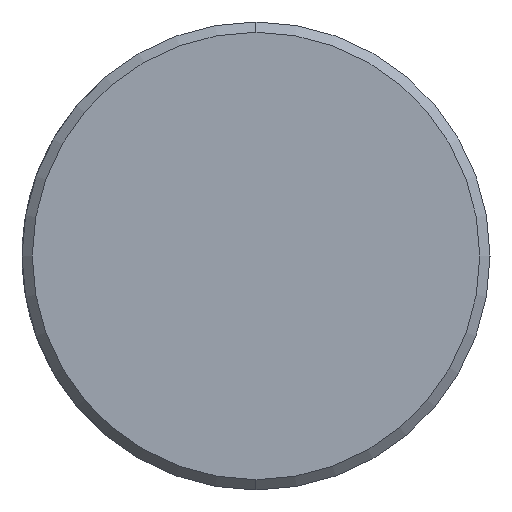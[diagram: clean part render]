
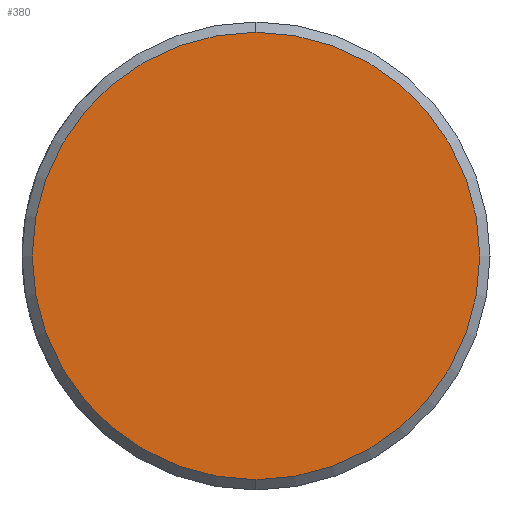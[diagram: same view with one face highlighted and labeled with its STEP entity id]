
A CAD part, left-side view. The second image highlights one B-rep face of the part: STEP entity #380.
In plain terms, the highlighted planar face has unit normal (-1, 0, 0).
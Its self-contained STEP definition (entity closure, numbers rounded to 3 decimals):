
#8 = AXIS2_PLACEMENT_3D ( 'NONE', #532, #76, #277 ) ;
#32 = ORIENTED_EDGE ( 'NONE', *, *, #620, .T. ) ;
#41 = VERTEX_POINT ( 'NONE', #443 ) ;
#76 = DIRECTION ( 'NONE',  ( 1., 0., 0. ) ) ;
#97 = AXIS2_PLACEMENT_3D ( 'NONE', #218, #478, #625 ) ;
#163 = VERTEX_POINT ( 'NONE', #604 ) ;
#183 = DIRECTION ( 'NONE',  ( 0., 0., 1. ) ) ;
#218 = CARTESIAN_POINT ( 'NONE',  ( -92., 0., 0. ) ) ;
#277 = DIRECTION ( 'NONE',  ( 0., 0., 1. ) ) ;
#299 = CIRCLE ( 'NONE', #97, 7.65 ) ;
#316 = FACE_OUTER_BOUND ( 'NONE', #524, .T. ) ;
#347 = AXIS2_PLACEMENT_3D ( 'NONE', #377, #525, #183 ) ;
#368 = ORIENTED_EDGE ( 'NONE', *, *, #579, .T. ) ;
#377 = CARTESIAN_POINT ( 'NONE',  ( -92., 0., 0. ) ) ;
#380 = ADVANCED_FACE ( 'NONE', ( #316 ), #526, .F. ) ;
#396 = CIRCLE ( 'NONE', #347, 7.65 ) ;
#443 = CARTESIAN_POINT ( 'NONE',  ( -92., 0., -7.65 ) ) ;
#478 = DIRECTION ( 'NONE',  ( -1., 0., 0. ) ) ;
#524 = EDGE_LOOP ( 'NONE', ( #368, #32 ) ) ;
#525 = DIRECTION ( 'NONE',  ( -1., 0., 0. ) ) ;
#526 = PLANE ( 'NONE',  #8 ) ;
#532 = CARTESIAN_POINT ( 'NONE',  ( -92., 0., 0. ) ) ;
#579 = EDGE_CURVE ( 'NONE', #163, #41, #396, .T. ) ;
#604 = CARTESIAN_POINT ( 'NONE',  ( -92., 0., 7.65 ) ) ;
#620 = EDGE_CURVE ( 'NONE', #41, #163, #299, .T. ) ;
#625 = DIRECTION ( 'NONE',  ( 0., 0., 1. ) ) ;
